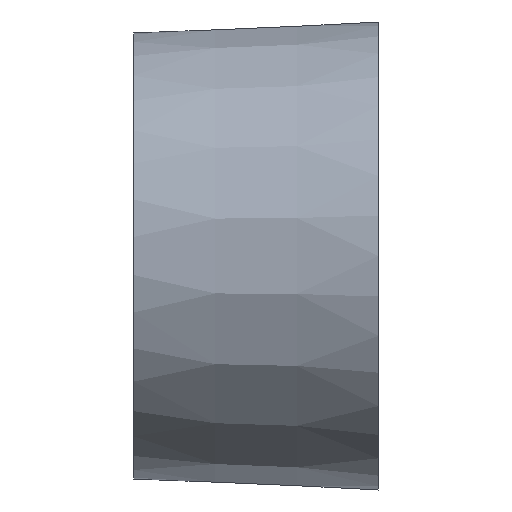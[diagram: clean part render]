
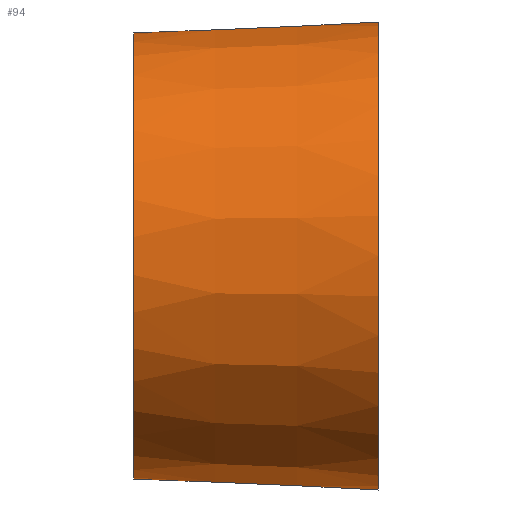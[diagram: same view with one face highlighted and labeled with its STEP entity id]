
A CAD part, left-side view. The second image highlights one B-rep face of the part: STEP entity #94.
In plain terms, the highlighted conical face has half-angle 2.5 degrees and reference radius 6.75 mm.
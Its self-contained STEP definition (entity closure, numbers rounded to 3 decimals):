
#15=CIRCLE('',#115,6.75);
#16=CIRCLE('',#116,7.073);
#19=CONICAL_SURFACE('',#114,6.75,0.044);
#22=FACE_OUTER_BOUND('',#28,.T.);
#28=EDGE_LOOP('',(#69,#70,#71,#72));
#33=(
BOUNDED_CURVE()
B_SPLINE_CURVE(2,(#155,#156,#157),.UNSPECIFIED.,.F.,.F.)
B_SPLINE_CURVE_WITH_KNOTS((3,3),(76.819,78.023),
 .UNSPECIFIED.)
CURVE()
GEOMETRIC_REPRESENTATION_ITEM()
RATIONAL_B_SPLINE_CURVE((1.,1.,1.))
REPRESENTATION_ITEM('')
);
#35=(
BOUNDED_CURVE()
B_SPLINE_CURVE(2,(#167,#168,#169),.UNSPECIFIED.,.F.,.F.)
B_SPLINE_CURVE_WITH_KNOTS((3,3),(76.819,78.023),
 .UNSPECIFIED.)
CURVE()
GEOMETRIC_REPRESENTATION_ITEM()
RATIONAL_B_SPLINE_CURVE((1.,1.,1.))
REPRESENTATION_ITEM('')
);
#46=VERTEX_POINT('',#152);
#47=VERTEX_POINT('',#154);
#49=VERTEX_POINT('',#164);
#50=VERTEX_POINT('',#166);
#54=EDGE_CURVE('',#47,#46,#33,.T.);
#57=EDGE_CURVE('',#46,#49,#15,.F.);
#58=EDGE_CURVE('',#50,#49,#35,.T.);
#59=EDGE_CURVE('',#50,#47,#16,.F.);
#69=ORIENTED_EDGE('',*,*,#57,.T.);
#70=ORIENTED_EDGE('',*,*,#58,.F.);
#71=ORIENTED_EDGE('',*,*,#59,.T.);
#72=ORIENTED_EDGE('',*,*,#54,.T.);
#94=ADVANCED_FACE('',(#22),#19,.T.);
#114=AXIS2_PLACEMENT_3D('',#163,#129,#130);
#115=AXIS2_PLACEMENT_3D('',#165,#131,#132);
#116=AXIS2_PLACEMENT_3D('',#170,#133,#134);
#129=DIRECTION('center_axis',(0.,-1.,0.));
#130=DIRECTION('ref_axis',(-1.,0.,0.));
#131=DIRECTION('center_axis',(0.,1.,0.));
#132=DIRECTION('ref_axis',(0.948,0.,-0.319));
#133=DIRECTION('center_axis',(0.,-1.,0.));
#134=DIRECTION('ref_axis',(0.948,0.,-0.319));
#152=CARTESIAN_POINT('',(235.598,4.4,-272.027));
#154=CARTESIAN_POINT('',(235.827,-3.,-271.704));
#155=CARTESIAN_POINT('Ctrl Pts',(235.827,-3.,-271.704));
#156=CARTESIAN_POINT('Ctrl Pts',(235.713,0.765,-271.868));
#157=CARTESIAN_POINT('Ctrl Pts',(235.598,4.4,-272.027));
#163=CARTESIAN_POINT('Origin',(229.2,4.4,-274.177));
#164=CARTESIAN_POINT('',(235.598,4.4,-276.327));
#165=CARTESIAN_POINT('Origin',(229.2,4.4,-274.177));
#166=CARTESIAN_POINT('',(235.827,-3.,-276.65));
#167=CARTESIAN_POINT('Ctrl Pts',(235.827,-3.,-276.65));
#168=CARTESIAN_POINT('Ctrl Pts',(235.713,0.765,-276.486));
#169=CARTESIAN_POINT('Ctrl Pts',(235.598,4.4,-276.327));
#170=CARTESIAN_POINT('Origin',(229.2,-3.,-274.177));
